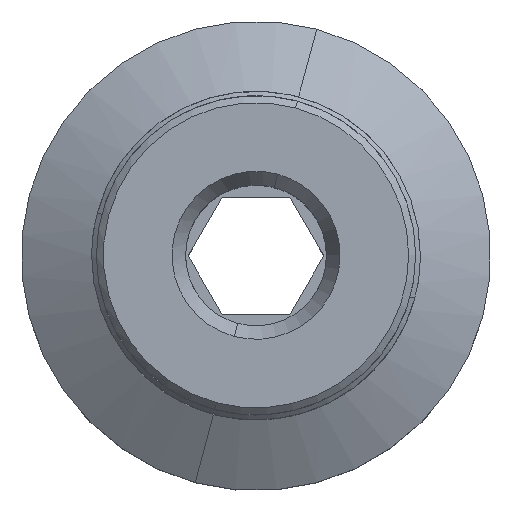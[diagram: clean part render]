
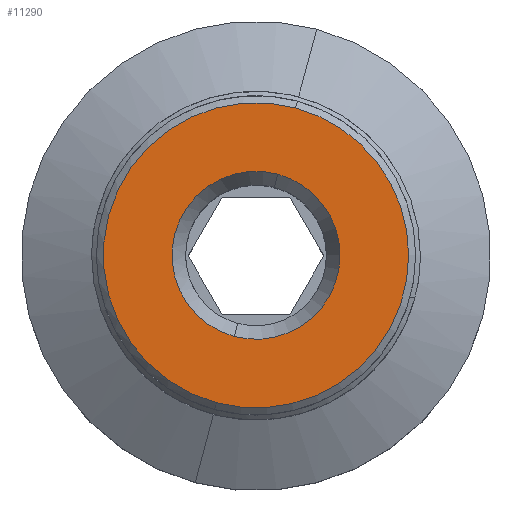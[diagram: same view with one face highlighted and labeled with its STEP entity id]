
A CAD part, top view. The second image highlights one B-rep face of the part: STEP entity #11290.
In plain terms, the highlighted planar face has unit normal (0, 0, 1).
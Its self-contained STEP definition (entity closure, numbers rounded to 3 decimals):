
#10610=CARTESIAN_POINT('',(1.728,-0.463,41.2));
#10620=VERTEX_POINT('',#10610);
#10650=CARTESIAN_POINT('',(0.,0.,
41.2));
#10660=DIRECTION('',(0.,0.,1.));
#10670=DIRECTION('',(-0.966,0.259,0.));
#10680=AXIS2_PLACEMENT_3D('',#10650,#10660,#10670);
#10690=CIRCLE('',#10680,1.789);
#10700=CARTESIAN_POINT('',(0.,-1.789,41.2))
;
#10710=VERTEX_POINT('',#10700);
#10720=EDGE_CURVE('',#10710,#10620,#10690,.T.);
#10740=CARTESIAN_POINT('',(-1.728,0.463,41.2));
#10750=VERTEX_POINT('',#10740);
#10760=EDGE_CURVE('',#10750,#10710,#10690,.T.);
#10990=CARTESIAN_POINT('',(2.125,-2.125,41.2));
#11000=DIRECTION('',(-0.,-0.,-1.));
#11010=DIRECTION('',(0.,-1.,0.));
#11020=AXIS2_PLACEMENT_3D('',#10990,#11000,#11010);
#11030=PLANE('',#11020);
#11040=CARTESIAN_POINT('',(0.,0.,
41.2));
#11050=DIRECTION('',(0.,0.,-1.));
#11060=DIRECTION('',(0.966,-0.259,0.));
#11070=AXIS2_PLACEMENT_3D('',#11040,#11050,#11060);
#11080=CIRCLE('',#11070,3.25);
#11090=CARTESIAN_POINT('',(0.,-3.25,41.2));
#11100=VERTEX_POINT('',#11090);
#11110=CARTESIAN_POINT('',(-3.139,0.841,41.2));
#11120=VERTEX_POINT('',#11110);
#11130=EDGE_CURVE('',#11100,#11120,#11080,.T.);
#11140=ORIENTED_EDGE('',*,*,#11130,.F.);
#11150=CARTESIAN_POINT('',(3.139,-0.841,41.2));
#11160=VERTEX_POINT('',#11150);
#11170=EDGE_CURVE('',#11120,#11160,#11080,.T.);
#11180=ORIENTED_EDGE('',*,*,#11170,.F.);
#11190=EDGE_CURVE('',#11160,#11100,#11080,.T.);
#11200=ORIENTED_EDGE('',*,*,#11190,.F.);
#11210=EDGE_LOOP('',(#11200,#11180,#11140));
#11220=FACE_OUTER_BOUND('',#11210,.T.);
#11230=ORIENTED_EDGE('',*,*,#10720,.F.);
#11240=EDGE_CURVE('',#10620,#10750,#10690,.T.);
#11250=ORIENTED_EDGE('',*,*,#11240,.F.);
#11260=ORIENTED_EDGE('',*,*,#10760,.F.);
#11270=EDGE_LOOP('',(#11260,#11250,#11230));
#11280=FACE_BOUND('',#11270,.T.);
#11290=ADVANCED_FACE('',(#11220,#11280),#11030,.F.);
